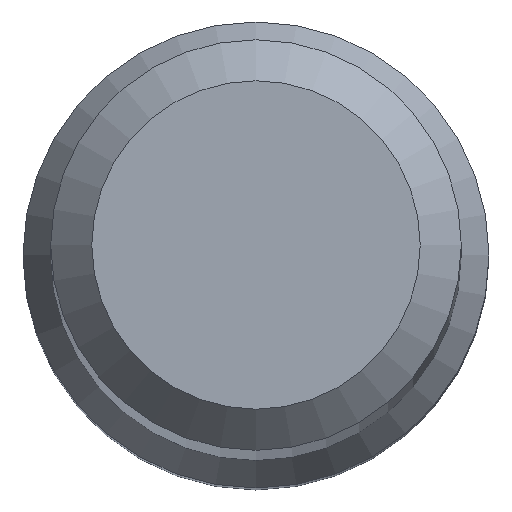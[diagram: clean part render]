
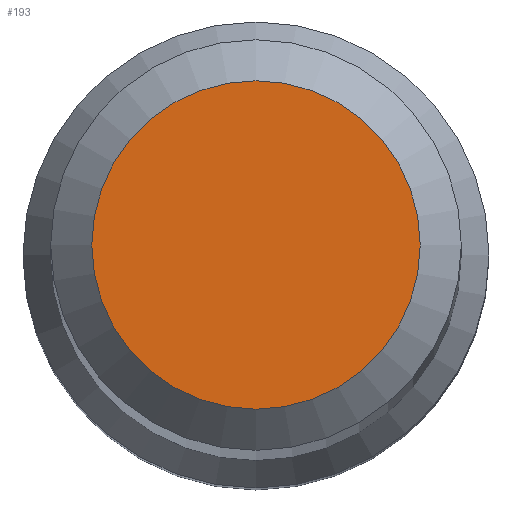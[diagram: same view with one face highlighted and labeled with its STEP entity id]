
A CAD part, top view. The second image highlights one B-rep face of the part: STEP entity #193.
In plain terms, the highlighted planar face has unit normal (0, 0, 1).
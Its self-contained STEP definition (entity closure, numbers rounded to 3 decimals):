
#32 = VERTEX_POINT ( 'NONE', #174 ) ;
#44 = AXIS2_PLACEMENT_3D ( 'NONE', #95, #158, #194 ) ;
#71 = CIRCLE ( 'NONE', #44, 2.4 ) ;
#95 = CARTESIAN_POINT ( 'NONE',  ( 0., 0., 101. ) ) ;
#102 = EDGE_LOOP ( 'NONE', ( #160 ) ) ;
#107 = PLANE ( 'NONE',  #210 ) ;
#117 = EDGE_CURVE ( 'NONE', #32, #32, #71, .T. ) ;
#130 = DIRECTION ( 'NONE',  ( 0., 0., 1. ) ) ;
#158 = DIRECTION ( 'NONE',  ( 0., 0., -1. ) ) ;
#160 = ORIENTED_EDGE ( 'NONE', *, *, #117, .F. ) ;
#174 = CARTESIAN_POINT ( 'NONE',  ( 0., 2.4, 101. ) ) ;
#193 = ADVANCED_FACE ( 'NONE', ( #221 ), #107, .T. ) ;
#194 = DIRECTION ( 'NONE',  ( 0., 1., 0. ) ) ;
#205 = DIRECTION ( 'NONE',  ( 0., -1., 0. ) ) ;
#210 = AXIS2_PLACEMENT_3D ( 'NONE', #242, #130, #205 ) ;
#221 = FACE_OUTER_BOUND ( 'NONE', #102, .T. ) ;
#242 = CARTESIAN_POINT ( 'NONE',  ( 0., 0., 101. ) ) ;
